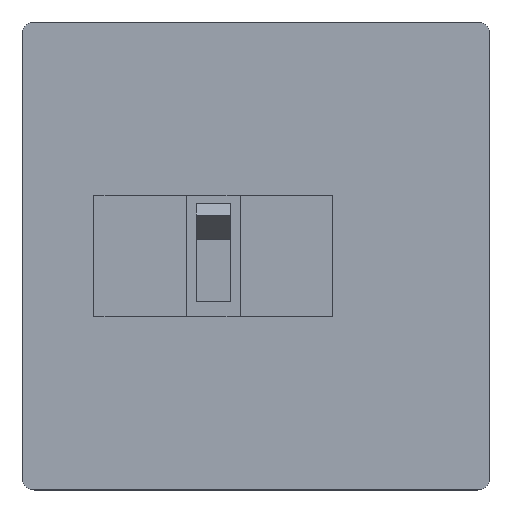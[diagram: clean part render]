
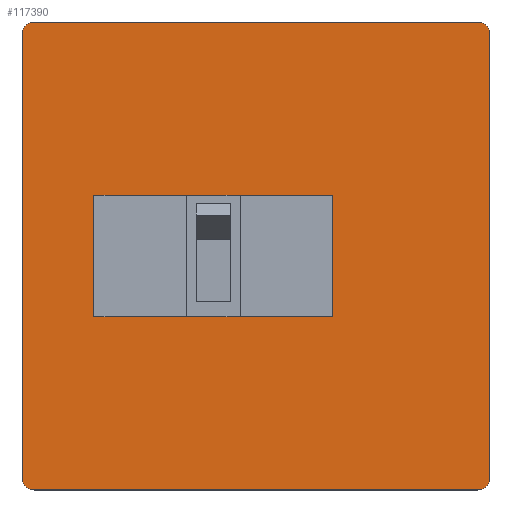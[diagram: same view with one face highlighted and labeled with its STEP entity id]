
A CAD part, top view. The second image highlights one B-rep face of the part: STEP entity #117390.
In plain terms, the highlighted planar face has unit normal (0, 0, 1).
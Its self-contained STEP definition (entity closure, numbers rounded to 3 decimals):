
#48090=CARTESIAN_POINT('',(206.,446.415,-2.));
#48100=DIRECTION('',(0.,-1.,0.));
#48110=VECTOR('',#48100,1.);
#48120=LINE('',#48090,#48110);
#48130=CARTESIAN_POINT('',(206.,441.415,-2.));
#48140=VERTEX_POINT('',#48130);
#48150=CARTESIAN_POINT('',(206.,259.415,-2.));
#48160=VERTEX_POINT('',#48150);
#48170=EDGE_CURVE('',#48140,#48160,#48120,.T.);
#48490=CARTESIAN_POINT('',(201.,441.415,-2.));
#48500=DIRECTION('',(0.,0.,-1.));
#48510=DIRECTION('',(-1.,0.,0.));
#48520=AXIS2_PLACEMENT_3D('',#48490,#48500,#48510);
#48530=CIRCLE('',#48520,5.);
#48540=CARTESIAN_POINT('',(201.,446.415,-2.));
#48550=VERTEX_POINT('',#48540);
#48560=EDGE_CURVE('',#48550,#48140,#48530,.T.);
#48950=CARTESIAN_POINT('',(201.,254.415,-2.));
#48960=VERTEX_POINT('',#48950);
#48990=CARTESIAN_POINT('',(201.,259.415,-2.));
#49000=DIRECTION('',(0.,0.,1.));
#49010=DIRECTION('',(1.,0.,0.));
#49020=AXIS2_PLACEMENT_3D('',#48990,#49000,#49010);
#49030=CIRCLE('',#49020,5.);
#49040=EDGE_CURVE('',#48960,#48160,#49030,.T.);
#115790=CARTESIAN_POINT('',(14.,0.,-2.));
#115800=DIRECTION('',(0.,-1.,0.));
#115810=VECTOR('',#115800,1.);
#115820=LINE('',#115790,#115810);
#115830=CARTESIAN_POINT('',(14.,441.415,-2.));
#115840=VERTEX_POINT('',#115830);
#115850=CARTESIAN_POINT('',(14.,259.415,-2.));
#115860=VERTEX_POINT('',#115850);
#115870=EDGE_CURVE('',#115840,#115860,#115820,.T.);
#116190=CARTESIAN_POINT('',(19.,259.415,-2.));
#116200=DIRECTION('',(0.,0.,1.));
#116210=DIRECTION('',(1.,0.,0.));
#116220=AXIS2_PLACEMENT_3D('',#116190,#116200,#116210);
#116230=CIRCLE('',#116220,5.);
#116240=CARTESIAN_POINT('',(19.,254.415,-2.));
#116250=VERTEX_POINT('',#116240);
#116260=EDGE_CURVE('',#115860,#116250,#116230,.T.);
#116650=CARTESIAN_POINT('',(19.,446.415,-2.));
#116660=VERTEX_POINT('',#116650);
#116690=CARTESIAN_POINT('',(19.,441.415,-2.));
#116700=DIRECTION('',(0.,0.,-1.));
#116710=DIRECTION('',(-1.,0.,0.));
#116720=AXIS2_PLACEMENT_3D('',#116690,#116700,#116710);
#116730=CIRCLE('',#116720,5.);
#116740=EDGE_CURVE('',#115840,#116660,#116730,.T.);
#116800=CARTESIAN_POINT('',(167.,254.415,-2.));
#116810=DIRECTION('',(-0.,-0.,-1.));
#116820=DIRECTION('',(0.,-1.,0.));
#116830=AXIS2_PLACEMENT_3D('',#116800,#116810,#116820);
#116840=PLANE('',#116830);
#116850=CARTESIAN_POINT('',(0.,325.415,-2.));
#116860=DIRECTION('',(-1.,0.,0.));
#116870=VECTOR('',#116860,1.);
#116880=LINE('',#116850,#116870);
#116890=CARTESIAN_POINT('',(141.5,325.415,-2.));
#116900=VERTEX_POINT('',#116890);
#116910=CARTESIAN_POINT('',(43.5,325.415,-2.));
#116920=VERTEX_POINT('',#116910);
#116930=EDGE_CURVE('',#116900,#116920,#116880,.T.);
#116940=ORIENTED_EDGE('',*,*,#116930,.T.);
#116950=CARTESIAN_POINT('',(141.5,0.,-2.));
#116960=DIRECTION('',(0.,-1.,0.));
#116970=VECTOR('',#116960,1.);
#116980=LINE('',#116950,#116970);
#116990=CARTESIAN_POINT('',(141.5,375.415,-2.));
#117000=VERTEX_POINT('',#116990);
#117010=EDGE_CURVE('',#117000,#116900,#116980,.T.);
#117020=ORIENTED_EDGE('',*,*,#117010,.T.);
#117030=CARTESIAN_POINT('',(0.,375.415,-2.));
#117040=DIRECTION('',(-1.,0.,0.));
#117050=VECTOR('',#117040,1.);
#117060=LINE('',#117030,#117050);
#117070=CARTESIAN_POINT('',(43.5,375.415,-2.));
#117080=VERTEX_POINT('',#117070);
#117090=EDGE_CURVE('',#117000,#117080,#117060,.T.);
#117100=ORIENTED_EDGE('',*,*,#117090,.F.);
#117110=CARTESIAN_POINT('',(43.5,0.,-2.));
#117120=DIRECTION('',(0.,1.,0.));
#117130=VECTOR('',#117120,1.);
#117140=LINE('',#117110,#117130);
#117150=EDGE_CURVE('',#116920,#117080,#117140,.T.);
#117160=ORIENTED_EDGE('',*,*,#117150,.T.);
#117170=EDGE_LOOP('',(#117160,#117100,#117020,#116940));
#117180=FACE_BOUND('',#117170,.T.);
#117190=ORIENTED_EDGE('',*,*,#116740,.F.);
#117200=CARTESIAN_POINT('',(0.,446.415,-2.));
#117210=DIRECTION('',(-1.,0.,0.));
#117220=VECTOR('',#117210,1.);
#117230=LINE('',#117200,#117220);
#117240=EDGE_CURVE('',#48550,#116660,#117230,.T.);
#117250=ORIENTED_EDGE('',*,*,#117240,.T.);
#117260=ORIENTED_EDGE('',*,*,#48560,.F.);
#117270=ORIENTED_EDGE('',*,*,#48170,.F.);
#117280=ORIENTED_EDGE('',*,*,#49040,.T.);
#117290=CARTESIAN_POINT('',(0.,254.415,-2.));
#117300=DIRECTION('',(-1.,0.,0.));
#117310=VECTOR('',#117300,1.);
#117320=LINE('',#117290,#117310);
#117330=EDGE_CURVE('',#48960,#116250,#117320,.T.);
#117340=ORIENTED_EDGE('',*,*,#117330,.F.);
#117350=ORIENTED_EDGE('',*,*,#116260,.T.);
#117360=ORIENTED_EDGE('',*,*,#115870,.T.);
#117370=EDGE_LOOP('',(#117360,#117350,#117340,#117280,#117270,#117260,
#117250,#117190));
#117380=FACE_OUTER_BOUND('',#117370,.T.);
#117390=ADVANCED_FACE('',(#117180,#117380),#116840,.F.);
